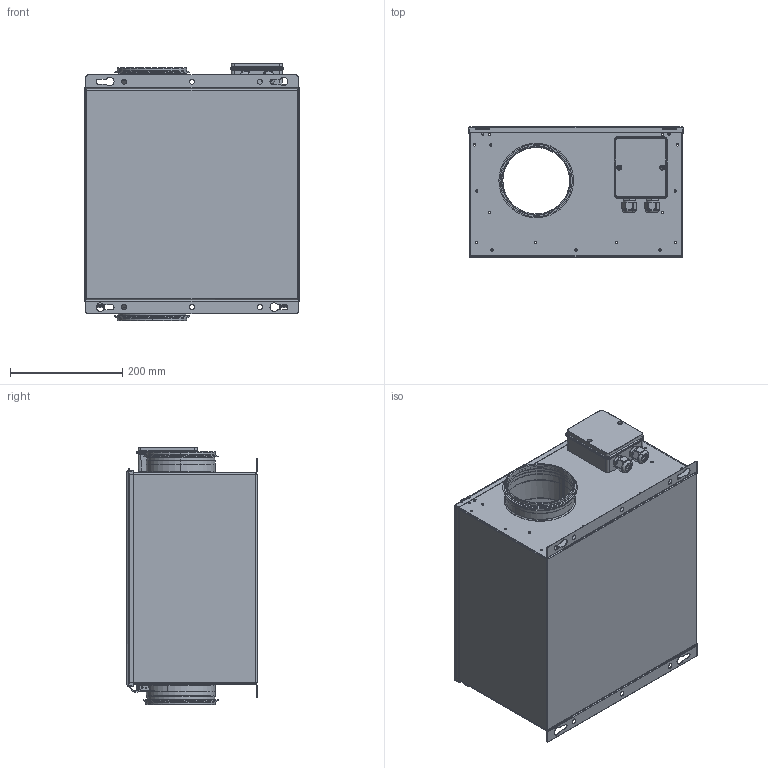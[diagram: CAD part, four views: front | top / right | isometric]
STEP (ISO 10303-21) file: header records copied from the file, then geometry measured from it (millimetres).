
FILE_DESCRIPTION (( 'STEP AP203' ), '1' );
FILE_NAME ('129441-00_ISOR125EC20.STEP', '2014-10-14T12:29:41', ( '' ), ( '' ), 'SwSTEP 2.0', 'SolidWorks 2012', '' );
FILE_SCHEMA (( 'CONFIG_CONTROL_DESIGN' ));
Length unit declared in the file: millimetre
Products named in the file (1): 129441-00_ISOR125EC20
Bounding box: 382.6 x 231.8 x 459.5 mm (x, y, z)
Surface area: 1556022.4 mm2 (no closed solid volume)
Topology: 0 solids, 66 shells, 773 faces, 2401 edges, 1619 vertices
Faces by surface type: cylinder 379, plane 233, bspline 62, torus 60, cone 39
Entity records: 30016 total; most frequent: CARTESIAN_POINT 8285, DIRECTION 4807, ORIENTED_EDGE 3961, EDGE_CURVE 2401, AXIS2_PLACEMENT_3D 1851, VERTEX_POINT 1619, CIRCLE 1139, LINE 1105
